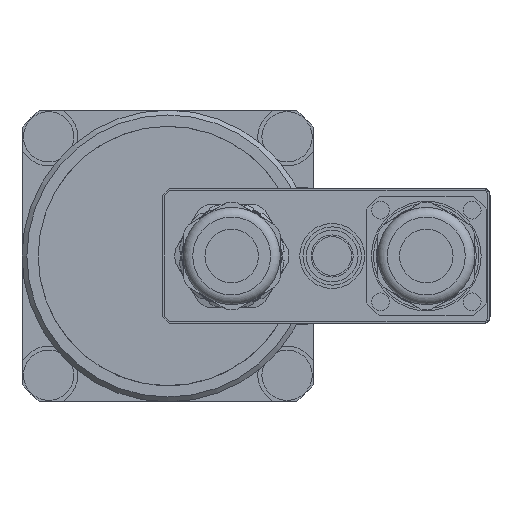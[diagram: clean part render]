
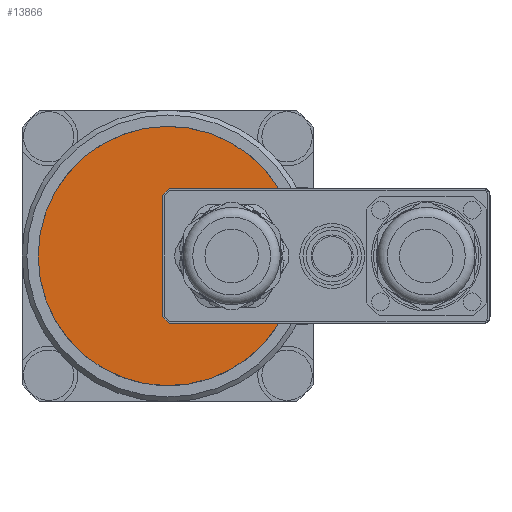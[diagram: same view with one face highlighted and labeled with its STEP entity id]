
A CAD part, left-side view. The second image highlights one B-rep face of the part: STEP entity #13866.
In plain terms, the highlighted face is planar.
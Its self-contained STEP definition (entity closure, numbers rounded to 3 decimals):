
#12723=CARTESIAN_POINT('',(-0.43,-20.75,0.0));
#12724=VERTEX_POINT('',#12723);
#12731=CARTESIAN_POINT('',(-34.197,-20.75,0.0));
#12732=VERTEX_POINT('',#12731);
#12733=CARTESIAN_POINT('',(-34.197,-20.75,0.0));
#12734=DIRECTION('',(1.0,0.0,0.0));
#12735=VECTOR('',#12734,33.767);
#12736=LINE('',#12733,#12735);
#12737=EDGE_CURVE('',#12732,#12724,#12736,.T.);
#12763=CARTESIAN_POINT('',(1.57,-18.75,0.0));
#12764=VERTEX_POINT('',#12763);
#12771=CARTESIAN_POINT('',(-0.43,-20.75,0.0));
#12772=DIRECTION('',(0.707,0.707,0.0));
#12773=VECTOR('',#12772,2.828);
#12774=LINE('',#12771,#12773);
#12775=EDGE_CURVE('',#12724,#12764,#12774,.T.);
#12794=CARTESIAN_POINT('',(1.57,18.75,0.0));
#12795=VERTEX_POINT('',#12794);
#12802=CARTESIAN_POINT('',(1.57,-18.75,0.0));
#12803=DIRECTION('',(0.0,1.0,0.0));
#12804=VECTOR('',#12803,37.5);
#12805=LINE('',#12802,#12804);
#12806=EDGE_CURVE('',#12764,#12795,#12805,.T.);
#12825=CARTESIAN_POINT('',(-0.43,20.75,0.0));
#12826=VERTEX_POINT('',#12825);
#12833=CARTESIAN_POINT('',(1.57,18.75,0.0));
#12834=DIRECTION('',(-0.707,0.707,0.0));
#12835=VECTOR('',#12834,2.828);
#12836=LINE('',#12833,#12835);
#12837=EDGE_CURVE('',#12795,#12826,#12836,.T.);
#12909=CARTESIAN_POINT('',(-34.197,20.75,0.0));
#12910=VERTEX_POINT('',#12909);
#12917=CARTESIAN_POINT('',(-0.43,20.75,0.0));
#12918=DIRECTION('',(-1.0,0.0,0.0));
#12919=VECTOR('',#12918,33.767);
#12920=LINE('',#12917,#12919);
#12921=EDGE_CURVE('',#12826,#12910,#12920,.T.);
#13830=CARTESIAN_POINT('',(0.0,0.0,0.0));
#13831=DIRECTION('',(0.0,0.0,-1.0));
#13832=DIRECTION('',(-1.0,0.0,0.0));
#13833=AXIS2_PLACEMENT_3D('',#13830,#13831,#13832);
#13834=CIRCLE('',#13833,40.0);
#13835=EDGE_CURVE('',#12910,#12732,#13834,.T.);
#13853=CARTESIAN_POINT('',(0.0,0.0,0.0));
#13854=DIRECTION('',(0.0,0.0,-1.0));
#13855=DIRECTION('',(-1.0,0.0,0.0));
#13856=AXIS2_PLACEMENT_3D('',#13853,#13854,#13855);
#13857=PLANE('',#13856);
#13858=ORIENTED_EDGE('',*,*,#12921,.T.);
#13859=ORIENTED_EDGE('',*,*,#13835,.T.);
#13860=ORIENTED_EDGE('',*,*,#12737,.T.);
#13861=ORIENTED_EDGE('',*,*,#12775,.T.);
#13862=ORIENTED_EDGE('',*,*,#12806,.T.);
#13863=ORIENTED_EDGE('',*,*,#12837,.T.);
#13864=EDGE_LOOP('',(#13858,#13859,#13860,#13861,#13862,#13863));
#13865=FACE_OUTER_BOUND('',#13864,.T.);
#13866=ADVANCED_FACE('',(#13865),#13857,.T.);
